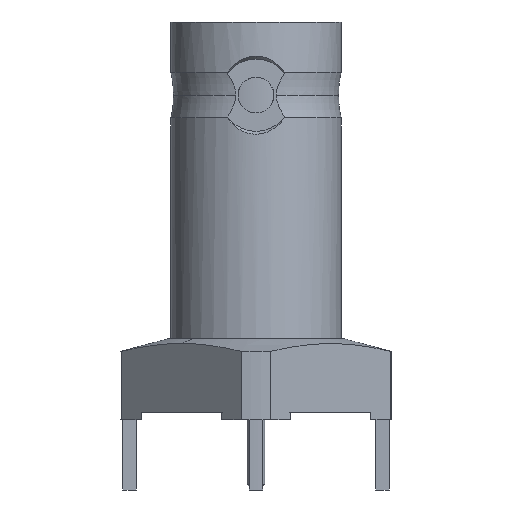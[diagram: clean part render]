
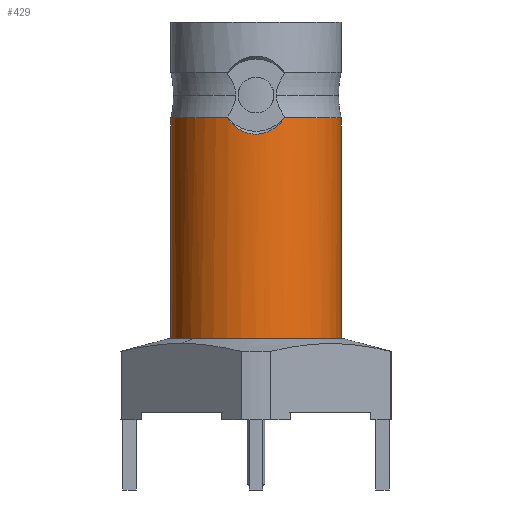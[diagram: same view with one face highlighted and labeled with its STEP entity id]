
A CAD part, front view. The second image highlights one B-rep face of the part: STEP entity #429.
In plain terms, the highlighted cylindrical face has radius 4.84 mm (diameter 9.68 mm), a partial arc.
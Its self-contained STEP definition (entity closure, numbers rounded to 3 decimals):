
#44 = CARTESIAN_POINT ( 'NONE',  ( -1.058, -4.725, -6.038 ) ) ;
#71 = CARTESIAN_POINT ( 'NONE',  ( 1.188, -4.693, -5.937 ) ) ;
#236 = VERTEX_POINT ( 'NONE', #4299 ) ;
#429 = ADVANCED_FACE ( 'NONE', ( #3980 ), #6465, .T. ) ;
#492 = CARTESIAN_POINT ( 'NONE',  ( 1.061, -4.724, -6.036 ) ) ;
#542 = EDGE_CURVE ( 'NONE', #1298, #3210, #3936, .T. ) ;
#545 = ORIENTED_EDGE ( 'NONE', *, *, #4285, .F. ) ;
#604 = ORIENTED_EDGE ( 'NONE', *, *, #2991, .F. ) ;
#614 = CARTESIAN_POINT ( 'NONE',  ( -1.602, -4.567, -5.455 ) ) ;
#617 = DIRECTION ( 'NONE',  ( -1., 0., 0. ) ) ;
#678 = CARTESIAN_POINT ( 'NONE',  ( 4.84, 0., 4.66 ) ) ;
#758 = EDGE_LOOP ( 'NONE', ( #2469, #604, #1985, #6409, #4960, #545 ) ) ;
#832 = CARTESIAN_POINT ( 'NONE',  ( -1.515, -4.598, -5.59 ) ) ;
#997 = DIRECTION ( 'NONE',  ( 0., 0., -1. ) ) ;
#1047 = CARTESIAN_POINT ( 'NONE',  ( 0., 0., -18. ) ) ;
#1221 = DIRECTION ( 'NONE',  ( 1., 0., 0. ) ) ;
#1298 = VERTEX_POINT ( 'NONE', #4910 ) ;
#1313 = LINE ( 'NONE', #5112, #4111 ) ;
#1343 = CARTESIAN_POINT ( 'NONE',  ( -0.782, -4.778, -6.201 ) ) ;
#1585 = CARTESIAN_POINT ( 'NONE',  ( 0., 0., 4.66 ) ) ;
#1730 = AXIS2_PLACEMENT_3D ( 'NONE', #1047, #997, #617 ) ;
#1838 = CARTESIAN_POINT ( 'NONE',  ( 0.639, -4.8, -6.264 ) ) ;
#1985 = ORIENTED_EDGE ( 'NONE', *, *, #4951, .T. ) ;
#2166 = CARTESIAN_POINT ( 'NONE',  ( -1.186, -4.694, -5.938 ) ) ;
#2198 = AXIS2_PLACEMENT_3D ( 'NONE', #1585, #2960, #2716 ) ;
#2426 = EDGE_CURVE ( 'NONE', #1298, #4649, #5891, .T. ) ;
#2469 = ORIENTED_EDGE ( 'NONE', *, *, #5160, .F. ) ;
#2604 = LINE ( 'NONE', #678, #5445 ) ;
#2684 = CARTESIAN_POINT ( 'NONE',  ( 0.788, -4.777, -6.198 ) ) ;
#2716 = DIRECTION ( 'NONE',  ( 1., 0., 0. ) ) ;
#2803 = CARTESIAN_POINT ( 'NONE',  ( -0.632, -4.801, -6.266 ) ) ;
#2881 = CARTESIAN_POINT ( 'NONE',  ( 1.416, -4.63, -5.713 ) ) ;
#2960 = DIRECTION ( 'NONE',  ( 0., 0., 1. ) ) ;
#2991 = EDGE_CURVE ( 'NONE', #6110, #236, #5618, .T. ) ;
#3210 = VERTEX_POINT ( 'NONE', #6705 ) ;
#3487 = CARTESIAN_POINT ( 'NONE',  ( -1.414, -4.63, -5.715 ) ) ;
#3535 = CARTESIAN_POINT ( 'NONE',  ( -4.84, 0., -5.455 ) ) ;
#3600 = CARTESIAN_POINT ( 'NONE',  ( 0., 0., -5.455 ) ) ;
#3936 = CIRCLE ( 'NONE', #6444, 4.84 ) ;
#3951 = CARTESIAN_POINT ( 'NONE',  ( -0.32, -4.832, -6.353 ) ) ;
#3980 = FACE_OUTER_BOUND ( 'NONE', #758, .T. ) ;
#4043 = DIRECTION ( 'NONE',  ( 0., 0., 1. ) ) ;
#4111 = VECTOR ( 'NONE', #5129, 1000. ) ;
#4285 = EDGE_CURVE ( 'NONE', #4489, #4649, #5988, .T. ) ;
#4299 = CARTESIAN_POINT ( 'NONE',  ( -4.84, 0., -18. ) ) ;
#4389 = AXIS2_PLACEMENT_3D ( 'NONE', #6482, #6461, #6440 ) ;
#4489 = VERTEX_POINT ( 'NONE', #3535 ) ;
#4649 = VERTEX_POINT ( 'NONE', #614 ) ;
#4910 = CARTESIAN_POINT ( 'NONE',  ( 1.602, -4.567, -5.455 ) ) ;
#4951 = EDGE_CURVE ( 'NONE', #6110, #3210, #2604, .T. ) ;
#4960 = ORIENTED_EDGE ( 'NONE', *, *, #2426, .T. ) ;
#5112 = CARTESIAN_POINT ( 'NONE',  ( -4.84, 0., 4.66 ) ) ;
#5129 = DIRECTION ( 'NONE',  ( 0., 0., 1. ) ) ;
#5160 = EDGE_CURVE ( 'NONE', #236, #4489, #1313, .T. ) ;
#5293 = CARTESIAN_POINT ( 'NONE',  ( -1.602, -4.567, -5.455 ) ) ;
#5417 = CARTESIAN_POINT ( 'NONE',  ( -0.158, -4.84, -6.376 ) ) ;
#5437 = CARTESIAN_POINT ( 'NONE',  ( 1.602, -4.567, -5.455 ) ) ;
#5445 = VECTOR ( 'NONE', #6391, 1000. ) ;
#5618 = CIRCLE ( 'NONE', #1730, 4.84 ) ;
#5718 = CARTESIAN_POINT ( 'NONE',  ( 4.84, 0., -18. ) ) ;
#5833 = CARTESIAN_POINT ( 'NONE',  ( 0.168, -4.84, -6.375 ) ) ;
#5891 = B_SPLINE_CURVE_WITH_KNOTS ( 'NONE', 3,
 ( #5437, #6671, #2881, #71, #492, #2684, #1838, #6583, #5833, #5417, #3951, #2803, #1343, #44, #2166, #3487, #832, #5293 ),
 .UNSPECIFIED., .F., .F.,
 ( 4, 2, 2, 2, 2, 2, 2, 2, 4 ),
 ( 0., 0.001, 0.001, 0.002, 0.002, 0.003, 0.003, 0.004, 0.004 ),
 .UNSPECIFIED. ) ;
#5988 = CIRCLE ( 'NONE', #4389, 4.84 ) ;
#6110 = VERTEX_POINT ( 'NONE', #5718 ) ;
#6391 = DIRECTION ( 'NONE',  ( 0., 0., 1. ) ) ;
#6409 = ORIENTED_EDGE ( 'NONE', *, *, #542, .F. ) ;
#6440 = DIRECTION ( 'NONE',  ( 1., 0., 0. ) ) ;
#6444 = AXIS2_PLACEMENT_3D ( 'NONE', #3600, #4043, #1221 ) ;
#6461 = DIRECTION ( 'NONE',  ( 0., 0., 1. ) ) ;
#6465 = CYLINDRICAL_SURFACE ( 'NONE', #2198, 4.84 ) ;
#6482 = CARTESIAN_POINT ( 'NONE',  ( 0., 0., -5.455 ) ) ;
#6583 = CARTESIAN_POINT ( 'NONE',  ( 0.328, -4.831, -6.352 ) ) ;
#6671 = CARTESIAN_POINT ( 'NONE',  ( 1.515, -4.598, -5.589 ) ) ;
#6705 = CARTESIAN_POINT ( 'NONE',  ( 4.84, 0., -5.455 ) ) ;
